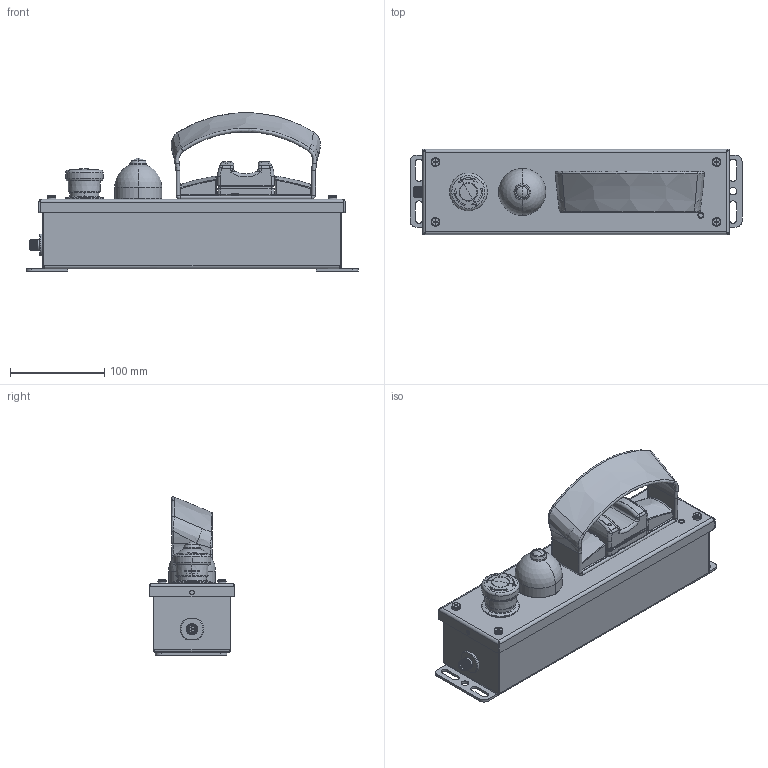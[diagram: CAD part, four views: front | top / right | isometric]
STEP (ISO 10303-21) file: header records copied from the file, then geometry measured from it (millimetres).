
FILE_DESCRIPTION((''),'2;1');
FILE_NAME('210021_ASM','2019-01-10T10:45:27',('pdmadmin'),('BANNER ENGINEERING'),'CREO PARAMETRIC BY PTC INC, 2018300','CREO PARAMETRIC BY PTC INC, 2018300','');
FILE_SCHEMA(('CONFIG_CONTROL_DESIGN'));
Length unit declared in the file: inch
Products named in the file (60): SCE-5PB19_AF0; SCE-5PB18_AF0; SCE-5PB17; SCE-5PB16_AF0; SCE-5PB15; SCE-5PB14_AF0; SCE-5PB13; SCE-5PB12_AF0; SCE-5PB11; SCE-5PB10_AF0; SCE-5PB9_AF0; SCE-5PB8_AF0; SCE-5PB7_AF0; SCE-5PB6_AF0; SCE-5PB3_AF0; SCE-5PB2_189081_AF1; SCE-5PB1_AF1; SCE-5PB5_AF0; SCE-5PB5_AF1; SCE-5PB_189081_AF1_ASM; 189081_AF0_ASM; 170665; 67483_AF0; 09642; 08847; 09460_WEB_AF0; 155339_AF0_ASM; 126458_AF0; 128008_AF0; 41089_NO_ORING_AF0; 129626_AF0_ASM; 126459_AF0; 125856_AF0; 125855_W_WIRES_AF0; 128308_AF0_ASM; 144876_AF0_ASM; 107054_AF0; 133644_AF1; 133644_AF0_ASM; 164342_AF0 ...
Assembly tree (60 placements, depth 5):
  210021_ASM
    189081_AF0_ASM
      SCE-5PB_189081_AF1_ASM
        SCE-5PB19_AF0
        SCE-5PB18_AF0
        SCE-5PB17
        SCE-5PB16_AF0
        SCE-5PB15
        SCE-5PB14_AF0
        SCE-5PB13
        SCE-5PB12_AF0
        SCE-5PB11
        SCE-5PB10_AF0
        SCE-5PB9_AF0
        SCE-5PB8_AF0
        SCE-5PB7_AF0
        SCE-5PB6_AF0
        SCE-5PB3_AF0
        SCE-5PB2_189081_AF1
        SCE-5PB1_AF1
        SCE-5PB5_AF0
        SCE-5PB5_AF1
    170665
    155339_AF0_ASM
      67483_AF0
      09642
      08847  x2
      09460_WEB_AF0
    144876_AF0_ASM
      129626_AF0_ASM
        126458_AF0
        128008_AF0
        41089_NO_ORING_AF0
      128308_AF0_ASM
        126459_AF0
        125856_AF0
        125855_W_WIRES_AF0
    164341_AF0_ASM
      107054_AF0
      164352_AF0_ASM
        133644_AF0_ASM
          133644_AF1
        164342_AF0
        159909_AF0
        157420_AF0
        159912_AF0
        159911_AF0
        157419_AF0
        164343_AF0
        159910_AF0
        157418_AF0
        157421_AF0
        157422_AF0
        164344_AF0
    178422_AF0_ASM
      159887_BODY_AF0
      159887_HANDLE
      159887_LOCK_NUT
      159887_C_M
      159887_XW9Z_VL2M_
Bounding box: 352.55 x 90.49 x 168.21 mm (x, y, z)
Volume: 403338.1 mm3; surface area: 392339.8 mm2
Topology: 50 solids, 58 shells, 3529 faces, 8929 edges, 5422 vertices
Faces by surface type: cylinder 1327, plane 1208, bspline 305, torus 290, sphere 195, cone 105, extrusion 93, revolution 6
Entity records: 138778 total; most frequent: CARTESIAN_POINT 55744, ORIENTED_EDGE 17140, DIRECTION 17078, EDGE_CURVE 8670, AXIS2_PLACEMENT_3D 6395, VERTEX_POINT 5398, VECTOR 4282, LINE 4189
